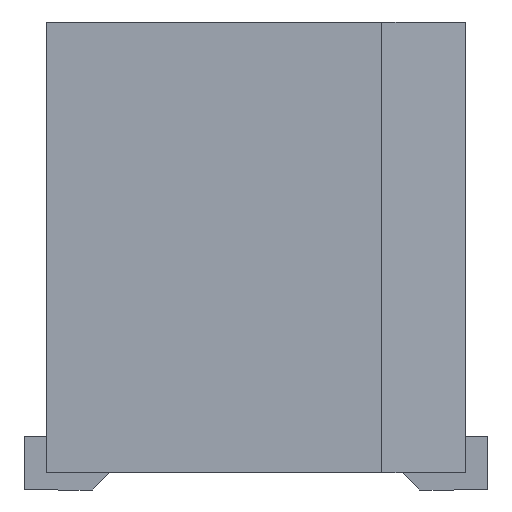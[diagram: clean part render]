
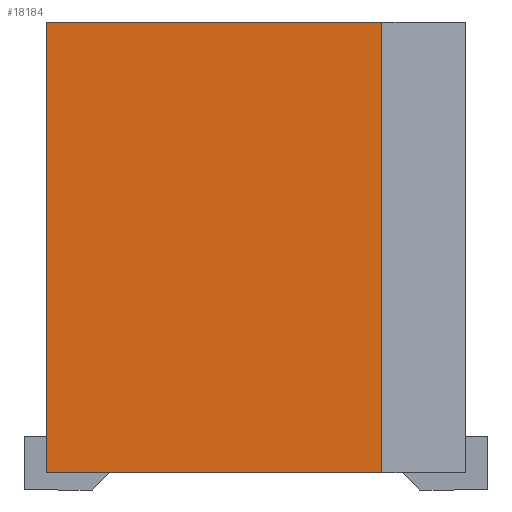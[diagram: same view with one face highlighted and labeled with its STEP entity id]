
A CAD part, left-side view. The second image highlights one B-rep face of the part: STEP entity #18184.
In plain terms, the highlighted planar face has unit normal (-1, 0, 0).
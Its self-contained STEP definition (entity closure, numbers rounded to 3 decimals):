
#17534=CARTESIAN_POINT('',(-7.675,-1.5,0.203));
#17535=VERTEX_POINT('',#17534);
#17542=CARTESIAN_POINT('',(-7.675,2.5,0.203));
#17543=VERTEX_POINT('',#17542);
#17544=CARTESIAN_POINT('',(-7.675,-1.5,0.203));
#17545=DIRECTION('',(0.0,1.0,0.0));
#17546=VECTOR('',#17545,4.);
#17547=LINE('',#17544,#17546);
#17548=EDGE_CURVE('',#17535,#17543,#17547,.T.);
#17900=CARTESIAN_POINT('',(-7.675,2.5,5.578));
#17901=VERTEX_POINT('',#17900);
#17902=CARTESIAN_POINT('',(-7.675,2.5,0.203));
#17903=DIRECTION('',(0.0,0.0,1.0));
#17904=VECTOR('',#17903,5.375);
#17905=LINE('',#17902,#17904);
#17906=EDGE_CURVE('',#17543,#17901,#17905,.T.);
#18161=CARTESIAN_POINT('',(-7.675,2.7,-0.066));
#18162=DIRECTION('',(-1.0,0.0,0.0));
#18163=DIRECTION('',(0.0,-1.0,0.0));
#18164=AXIS2_PLACEMENT_3D('',#18161,#18162,#18163);
#18165=PLANE('',#18164);
#18166=ORIENTED_EDGE('',*,*,#17548,.F.);
#18167=CARTESIAN_POINT('',(-7.675,-1.5,5.578));
#18168=VERTEX_POINT('',#18167);
#18169=CARTESIAN_POINT('',(-7.675,-1.5,0.203));
#18170=DIRECTION('',(0.0,0.0,1.0));
#18171=VECTOR('',#18170,5.375);
#18172=LINE('',#18169,#18171);
#18173=EDGE_CURVE('',#17535,#18168,#18172,.T.);
#18174=ORIENTED_EDGE('',*,*,#18173,.T.);
#18175=CARTESIAN_POINT('',(-7.675,2.5,5.578));
#18176=DIRECTION('',(0.0,-1.0,0.0));
#18177=VECTOR('',#18176,4.);
#18178=LINE('',#18175,#18177);
#18179=EDGE_CURVE('',#17901,#18168,#18178,.T.);
#18180=ORIENTED_EDGE('',*,*,#18179,.F.);
#18181=ORIENTED_EDGE('',*,*,#17906,.F.);
#18182=EDGE_LOOP('',(#18166,#18174,#18180,#18181));
#18183=FACE_OUTER_BOUND('',#18182,.T.);
#18184=ADVANCED_FACE('',(#18183),#18165,.T.);
